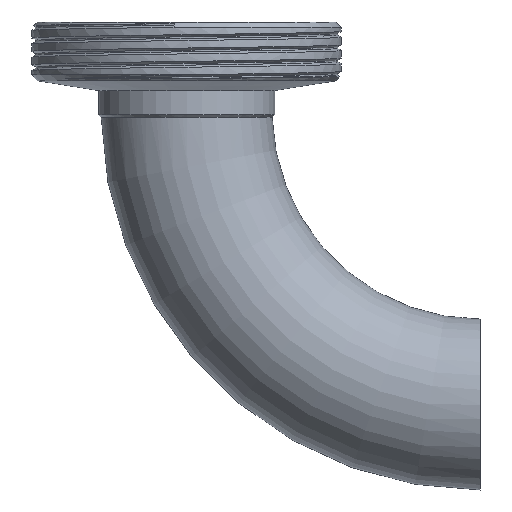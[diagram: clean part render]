
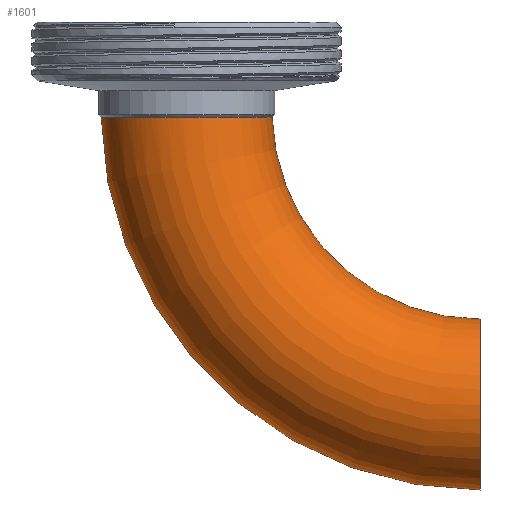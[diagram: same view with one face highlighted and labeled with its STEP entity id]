
A CAD part, front view. The second image highlights one B-rep face of the part: STEP entity #1601.
In plain terms, the highlighted toroidal (fillet/blend) face has major radius 55 mm and minor radius 16 mm.
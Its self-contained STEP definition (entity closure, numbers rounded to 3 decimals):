
#29 = ORIENTED_EDGE ( 'NONE', *, *, #2829, .T. ) ;
#58 = AXIS2_PLACEMENT_3D ( 'NONE', #1987, #3435, #2019 ) ;
#182 = DIRECTION ( 'NONE',  ( 0., 0., -1. ) ) ;
#259 = ORIENTED_EDGE ( 'NONE', *, *, #1025, .F. ) ;
#265 = CARTESIAN_POINT ( 'NONE',  ( -54.472, -16., -17.838 ) ) ;
#314 = CARTESIAN_POINT ( 'NONE',  ( -60.142, -15.184, -17.838 ) ) ;
#346 = TOROIDAL_SURFACE ( 'NONE', #2481, 55., 16. ) ;
#348 = CARTESIAN_POINT ( 'NONE',  ( -57.087, -15.87, -17.838 ) ) ;
#372 = DIRECTION ( 'NONE',  ( 0., 0., -1. ) ) ;
#380 = CARTESIAN_POINT ( 'NONE',  ( -41.125, -8.013, -17.824 ) ) ;
#381 = EDGE_CURVE ( 'NONE', #456, #585, #2031, .T. ) ;
#424 = CARTESIAN_POINT ( 'NONE',  ( -39.008, -1.046, -17.821 ) ) ;
#445 = CARTESIAN_POINT ( 'NONE',  ( -38.983, 0., -17.821 ) ) ;
#456 = VERTEX_POINT ( 'NONE', #736 ) ;
#476 = CARTESIAN_POINT ( 'NONE',  ( 0., 0., -16.658 ) ) ;
#557 = CARTESIAN_POINT ( 'NONE',  ( -54.994, -16., -17.838 ) ) ;
#561 = B_SPLINE_CURVE_WITH_KNOTS ( 'NONE', 3,
 ( #2342, #1728, #3436, #2057, #3475, #2851, #879, #1746, #1765, #840, #3710, #2576, #2887, #3153, #2910, #1462, #2617, #3211, #2930, #314, #1577, #2423, #348, #2654, #3303, #693 ),
 .UNSPECIFIED., .F., .F.,
 ( 4, 2, 2, 2, 2, 2, 2, 2, 2, 2, 2, 2, 4 ),
 ( 0.088, 0.091, 0.092, 0.094, 0.095, 0.097, 0.1, 0.103, 0.105, 0.106, 0.109, 0.111, 0.113 ),
 .UNSPECIFIED. ) ;
#585 = VERTEX_POINT ( 'NONE', #3038 ) ;
#664 = CARTESIAN_POINT ( 'NONE',  ( 0., 0., -16.658 ) ) ;
#689 = CARTESIAN_POINT ( 'NONE',  ( -40.402, -6.607, -17.823 ) ) ;
#693 = CARTESIAN_POINT ( 'NONE',  ( -54.994, -16., -17.838 ) ) ;
#701 = VERTEX_POINT ( 'NONE', #1572 ) ;
#736 = CARTESIAN_POINT ( 'NONE',  ( -54.994, -16., -17.838 ) ) ;
#822 = DIRECTION ( 'NONE',  ( 0., 0., 1. ) ) ;
#840 = CARTESIAN_POINT ( 'NONE',  ( -68.863, -7.989, -17.838 ) ) ;
#853 = CARTESIAN_POINT ( 'NONE',  ( -45.23, -12.725, -17.829 ) ) ;
#879 = CARTESIAN_POINT ( 'NONE',  ( -69.975, -5.633, -17.838 ) ) ;
#1007 = CARTESIAN_POINT ( 'NONE',  ( -39.112, -2.096, -17.821 ) ) ;
#1025 = EDGE_CURVE ( 'NONE', #701, #456, #561, .T. ) ;
#1059 = CARTESIAN_POINT ( 'NONE',  ( -39.497, -4.156, -17.822 ) ) ;
#1073 = CARTESIAN_POINT ( 'NONE',  ( -47.906, -14.358, -17.832 ) ) ;
#1109 = CARTESIAN_POINT ( 'NONE',  ( -46.979, -13.863, -17.831 ) ) ;
#1164 = CARTESIAN_POINT ( 'NONE',  ( -42.926, -10.569, -17.826 ) ) ;
#1360 = CARTESIAN_POINT ( 'NONE',  ( -49.84, -15.186, -17.834 ) ) ;
#1462 = CARTESIAN_POINT ( 'NONE',  ( -63.447, -13.592, -17.838 ) ) ;
#1572 = CARTESIAN_POINT ( 'NONE',  ( -70.99, 0., -17.838 ) ) ;
#1577 = CARTESIAN_POINT ( 'NONE',  ( -59.145, -15.486, -17.838 ) ) ;
#1601 = ADVANCED_FACE ( 'NONE', ( #2681 ), #346, .T. ) ;
#1640 = DIRECTION ( 'NONE',  ( 0., -1., 0. ) ) ;
#1728 = CARTESIAN_POINT ( 'NONE',  ( -70.99, -1.044, -17.838 ) ) ;
#1746 = CARTESIAN_POINT ( 'NONE',  ( -69.577, -6.596, -17.838 ) ) ;
#1765 = CARTESIAN_POINT ( 'NONE',  ( -69.354, -7.067, -17.838 ) ) ;
#1891 = AXIS2_PLACEMENT_3D ( 'NONE', #476, #1640, #182 ) ;
#1954 = CIRCLE ( 'NONE', #58, 71. ) ;
#1987 = CARTESIAN_POINT ( 'NONE',  ( 0., 0., -16.658 ) ) ;
#2013 = CARTESIAN_POINT ( 'NONE',  ( -46.531, -13.594, -17.831 ) ) ;
#2019 = DIRECTION ( 'NONE',  ( 0., 0., -1. ) ) ;
#2031 = B_SPLINE_CURVE_WITH_KNOTS ( 'NONE', 3,
 ( #557, #265, #3723, #2530, #2245, #3656, #1360, #2512, #1073, #1109, #2013, #853, #3162, #1164, #2627, #2548, #380, #2131, #689, #2172, #1059, #3593, #1007, #424, #3628, #445 ),
 .UNSPECIFIED., .F., .F.,
 ( 4, 2, 2, 2, 2, 2, 2, 2, 2, 2, 2, 2, 4 ),
 ( 0.018, 0.02, 0.022, 0.025, 0.026, 0.028, 0.031, 0.034, 0.036, 0.037, 0.04, 0.042, 0.044 ),
 .UNSPECIFIED. ) ;
#2057 = CARTESIAN_POINT ( 'NONE',  ( -70.583, -3.625, -17.838 ) ) ;
#2066 = ORIENTED_EDGE ( 'NONE', *, *, #3018, .F. ) ;
#2131 = CARTESIAN_POINT ( 'NONE',  ( -40.629, -7.087, -17.823 ) ) ;
#2172 = CARTESIAN_POINT ( 'NONE',  ( -39.799, -5.153, -17.822 ) ) ;
#2245 = CARTESIAN_POINT ( 'NONE',  ( -52.376, -15.794, -17.836 ) ) ;
#2326 = ORIENTED_EDGE ( 'NONE', *, *, #381, .F. ) ;
#2342 = CARTESIAN_POINT ( 'NONE',  ( -70.99, 0., -17.838 ) ) ;
#2423 = CARTESIAN_POINT ( 'NONE',  ( -57.608, -15.793, -17.838 ) ) ;
#2481 = AXIS2_PLACEMENT_3D ( 'NONE', #664, #2985, #372 ) ;
#2512 = CARTESIAN_POINT ( 'NONE',  ( -48.386, -14.585, -17.832 ) ) ;
#2530 = CARTESIAN_POINT ( 'NONE',  ( -52.898, -15.872, -17.837 ) ) ;
#2548 = CARTESIAN_POINT ( 'NONE',  ( -41.394, -8.461, -17.824 ) ) ;
#2576 = CARTESIAN_POINT ( 'NONE',  ( -67.714, -9.757, -17.838 ) ) ;
#2617 = CARTESIAN_POINT ( 'NONE',  ( -62.999, -13.861, -17.838 ) ) ;
#2627 = CARTESIAN_POINT ( 'NONE',  ( -42.263, -9.761, -17.826 ) ) ;
#2654 = CARTESIAN_POINT ( 'NONE',  ( -56.038, -15.974, -17.838 ) ) ;
#2681 = FACE_OUTER_BOUND ( 'NONE', #3004, .T. ) ;
#2782 = DIRECTION ( 'NONE',  ( -1., 0., 0. ) ) ;
#2829 = EDGE_CURVE ( 'NONE', #2847, #2914, #3582, .T. ) ;
#2847 = VERTEX_POINT ( 'NONE', #3696 ) ;
#2851 = CARTESIAN_POINT ( 'NONE',  ( -70.15, -5.142, -17.838 ) ) ;
#2887 = CARTESIAN_POINT ( 'NONE',  ( -67.048, -10.57, -17.838 ) ) ;
#2890 = ORIENTED_EDGE ( 'NONE', *, *, #3225, .T. ) ;
#2910 = CARTESIAN_POINT ( 'NONE',  ( -64.746, -12.724, -17.838 ) ) ;
#2914 = VERTEX_POINT ( 'NONE', #3065 ) ;
#2930 = CARTESIAN_POINT ( 'NONE',  ( -61.594, -14.582, -17.838 ) ) ;
#2934 = AXIS2_PLACEMENT_3D ( 'NONE', #3347, #2782, #822 ) ;
#2985 = DIRECTION ( 'NONE',  ( 0., -1., 0. ) ) ;
#3004 = EDGE_LOOP ( 'NONE', ( #259, #2890, #29, #2066, #2326 ) ) ;
#3018 = EDGE_CURVE ( 'NONE', #585, #2914, #3354, .T. ) ;
#3038 = CARTESIAN_POINT ( 'NONE',  ( -38.983, 0., -17.821 ) ) ;
#3065 = CARTESIAN_POINT ( 'NONE',  ( 0., 0., -55.658 ) ) ;
#3153 = CARTESIAN_POINT ( 'NONE',  ( -65.554, -12.063, -17.838 ) ) ;
#3162 = CARTESIAN_POINT ( 'NONE',  ( -44.421, -12.064, -17.828 ) ) ;
#3211 = CARTESIAN_POINT ( 'NONE',  ( -62.074, -14.356, -17.838 ) ) ;
#3225 = EDGE_CURVE ( 'NONE', #701, #2847, #1954, .T. ) ;
#3303 = CARTESIAN_POINT ( 'NONE',  ( -55.515, -16., -17.838 ) ) ;
#3347 = CARTESIAN_POINT ( 'NONE',  ( 0., 0., -71.658 ) ) ;
#3354 = CIRCLE ( 'NONE', #1891, 39. ) ;
#3435 = DIRECTION ( 'NONE',  ( 0., -1., 0. ) ) ;
#3436 = CARTESIAN_POINT ( 'NONE',  ( -70.889, -2.081, -17.838 ) ) ;
#3475 = CARTESIAN_POINT ( 'NONE',  ( -70.454, -4.139, -17.838 ) ) ;
#3582 = CIRCLE ( 'NONE', #2934, 16. ) ;
#3593 = CARTESIAN_POINT ( 'NONE',  ( -39.19, -2.617, -17.821 ) ) ;
#3628 = CARTESIAN_POINT ( 'NONE',  ( -38.983, -0.522, -17.821 ) ) ;
#3656 = CARTESIAN_POINT ( 'NONE',  ( -50.838, -15.488, -17.835 ) ) ;
#3696 = CARTESIAN_POINT ( 'NONE',  ( 0., 0., -87.658 ) ) ;
#3710 = CARTESIAN_POINT ( 'NONE',  ( -68.592, -8.441, -17.838 ) ) ;
#3723 = CARTESIAN_POINT ( 'NONE',  ( -53.948, -15.975, -17.837 ) ) ;
